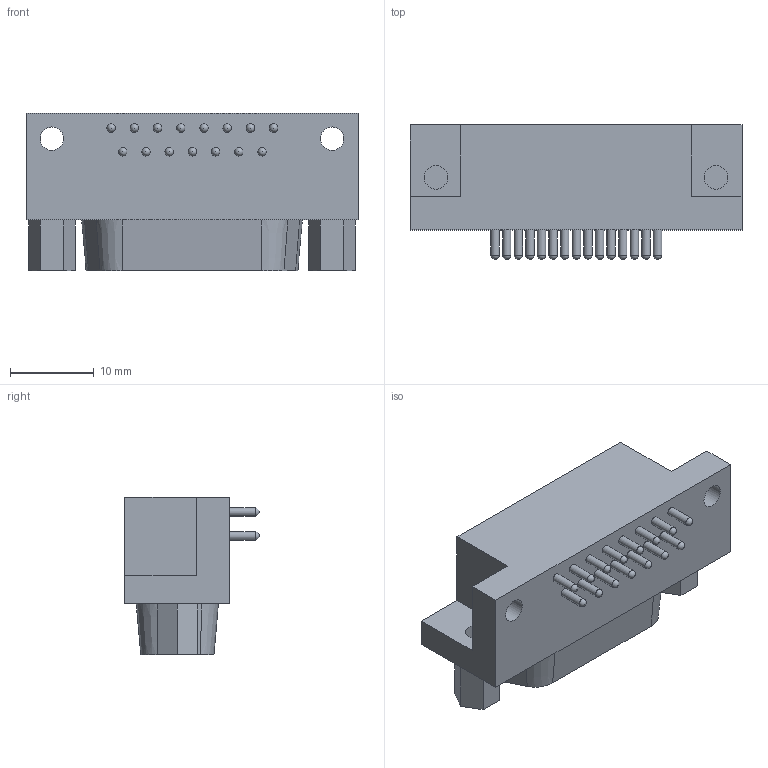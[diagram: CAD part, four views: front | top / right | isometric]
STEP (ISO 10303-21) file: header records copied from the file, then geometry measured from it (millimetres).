
FILE_DESCRIPTION(('STEP AP214'), '1');
FILE_NAME('DB15RA_M', '2016-02-06T10:31:21', ('Anton S.'), (''), 'ASCON STEP Converter 1.3', 'ASCON Math Kernel', '');
FILE_SCHEMA(('AUTOMOTIVE_DESIGN { 1 0 10303 214 3 1 1}'));
Length unit declared in the file: millimetre
Products named in the file (1): DB15RA_M
Bounding box: 39.62 x 16.05 x 18.8 mm (x, y, z)
Volume: 5791.4 mm3; surface area: 3934.4 mm2
Topology: 1 solids, 1 shells, 153 faces, 411 edges, 269 vertices
Faces by surface type: plane 60, cylinder 55, sphere 30, cone 8
Full cylindrical faces by diameter (mm): 1 x30, 1.5 x15, 2.8 x6
Entity records: 5092 total; most frequent: DIRECTION 704, CARTESIAN_POINT 618, ORIENTED_EDGE 510, AXIS2_PLACEMENT_3D 295, EDGE_LOOP 262, EDGE_CURVE 255, VERTEX_POINT 209, FACE_BOUND 175
